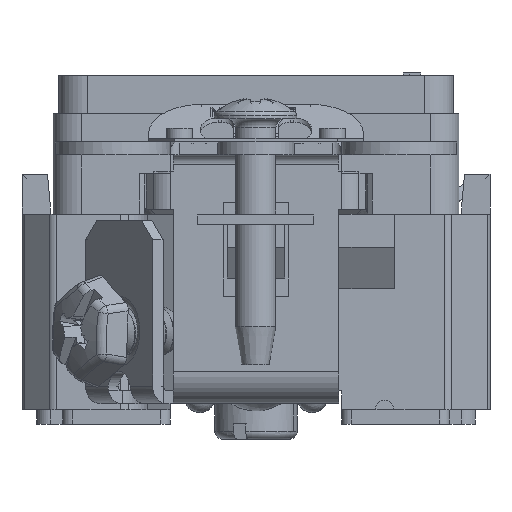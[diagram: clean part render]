
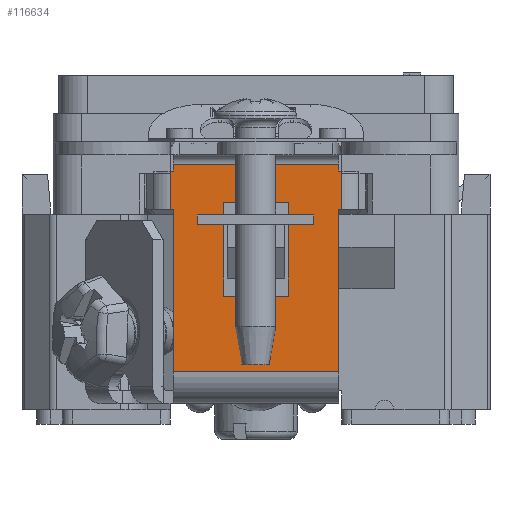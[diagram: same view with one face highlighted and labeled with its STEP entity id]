
A CAD part, front view. The second image highlights one B-rep face of the part: STEP entity #116634.
In plain terms, the highlighted planar face has unit normal (0, -1, 0).
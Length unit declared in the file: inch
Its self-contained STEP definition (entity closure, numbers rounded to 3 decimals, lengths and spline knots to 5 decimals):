
#973 = ORIENTED_EDGE ( 'NONE', *, *, #114018, .T. ) ;
#1774 = DIRECTION ( 'NONE',  ( 0., 0., -1. ) ) ;
#2541 = CARTESIAN_POINT ( 'NONE',  ( -0.105, -1.378, 0.14362 ) ) ;
#3449 = EDGE_CURVE ( 'NONE', #137408, #103994, #44470, .T. ) ;
#3758 = EDGE_CURVE ( 'NONE', #132621, #52947, #80496, .T. ) ;
#6962 = CARTESIAN_POINT ( 'NONE',  ( 0.27, -1.378, -0.1955 ) ) ;
#8304 = EDGE_CURVE ( 'NONE', #45452, #121763, #108940, .T. ) ;
#8810 = VECTOR ( 'NONE', #72639, 39.37008 ) ;
#9378 = DIRECTION ( 'NONE',  ( -1., 0., 0. ) ) ;
#10763 = VECTOR ( 'NONE', #135260, 39.37008 ) ;
#12893 = ORIENTED_EDGE ( 'NONE', *, *, #119468, .T. ) ;
#15615 = LINE ( 'NONE', #2541, #79106 ) ;
#18399 = LINE ( 'NONE', #87733, #25752 ) ;
#19114 = DIRECTION ( 'NONE',  ( -1., 0., 0. ) ) ;
#19858 = FACE_OUTER_BOUND ( 'NONE', #31144, .T. ) ;
#19918 = EDGE_CURVE ( 'NONE', #138791, #137202, #54089, .T. ) ;
#20416 = ORIENTED_EDGE ( 'NONE', *, *, #89309, .T. ) ;
#20795 = LINE ( 'NONE', #114803, #81778 ) ;
#25304 = CARTESIAN_POINT ( 'NONE',  ( -0.27986, -1.378, 0.46075 ) ) ;
#25637 = CARTESIAN_POINT ( 'NONE',  ( 0., -1.378, -0.1955 ) ) ;
#25652 = LINE ( 'NONE', #58852, #143096 ) ;
#25752 = VECTOR ( 'NONE', #88508, 39.37008 ) ;
#27073 = EDGE_CURVE ( 'NONE', #137408, #90139, #88066, .T. ) ;
#27463 = CARTESIAN_POINT ( 'NONE',  ( -0.105, -1.378, 0.052 ) ) ;
#27593 = CARTESIAN_POINT ( 'NONE',  ( -0.27, -1.378, 0.14362 ) ) ;
#27775 = DIRECTION ( 'NONE',  ( 0., 0., 1. ) ) ;
#28838 = VECTOR ( 'NONE', #142260, 39.37008 ) ;
#29433 = CARTESIAN_POINT ( 'NONE',  ( -0.105, -1.378, 0.052 ) ) ;
#30771 = EDGE_CURVE ( 'NONE', #72518, #68188, #67884, .T. ) ;
#31144 = EDGE_LOOP ( 'NONE', ( #128052, #53543, #112632, #52022, #12893, #32791, #111372, #123783, #62895, #92867, #31327, #81167 ) ) ;
#31327 = ORIENTED_EDGE ( 'NONE', *, *, #27073, .F. ) ;
#32767 = CARTESIAN_POINT ( 'NONE',  ( -0.27986, -1.378, 0.14362 ) ) ;
#32791 = ORIENTED_EDGE ( 'NONE', *, *, #8304, .F. ) ;
#33750 = VERTEX_POINT ( 'NONE', #66939 ) ;
#34932 = LINE ( 'NONE', #59604, #79592 ) ;
#44060 = VECTOR ( 'NONE', #133757, 39.37008 ) ;
#44063 = CARTESIAN_POINT ( 'NONE',  ( 0.27, -1.378, 0.46075 ) ) ;
#44470 = LINE ( 'NONE', #69155, #71942 ) ;
#44514 = EDGE_CURVE ( 'NONE', #119725, #103994, #20795, .T. ) ;
#45153 = VECTOR ( 'NONE', #138594, 39.37008 ) ;
#45452 = VERTEX_POINT ( 'NONE', #6962 ) ;
#45710 = ORIENTED_EDGE ( 'NONE', *, *, #19918, .F. ) ;
#49430 = CARTESIAN_POINT ( 'NONE',  ( 0.105, -1.378, 0.357 ) ) ;
#50165 = LINE ( 'NONE', #143037, #28838 ) ;
#50727 = CARTESIAN_POINT ( 'NONE',  ( -0.105, -1.378, 0.357 ) ) ;
#52022 = ORIENTED_EDGE ( 'NONE', *, *, #30771, .F. ) ;
#52947 = VERTEX_POINT ( 'NONE', #82612 ) ;
#53543 = ORIENTED_EDGE ( 'NONE', *, *, #54442, .F. ) ;
#54089 = LINE ( 'NONE', #29433, #44060 ) ;
#54442 = EDGE_CURVE ( 'NONE', #91496, #119725, #50165, .T. ) ;
#55861 = CARTESIAN_POINT ( 'NONE',  ( 0.34082, -1.378, 0.46075 ) ) ;
#56908 = VERTEX_POINT ( 'NONE', #49430 ) ;
#57157 = EDGE_CURVE ( 'NONE', #91496, #68188, #68957, .T. ) ;
#58852 = CARTESIAN_POINT ( 'NONE',  ( 0.27, -1.378, 0.01787 ) ) ;
#59604 = CARTESIAN_POINT ( 'NONE',  ( 0., -1.378, 0.357 ) ) ;
#61833 = CARTESIAN_POINT ( 'NONE',  ( 0.27, -1.378, 0.50833 ) ) ;
#62895 = ORIENTED_EDGE ( 'NONE', *, *, #3758, .T. ) ;
#66939 = CARTESIAN_POINT ( 'NONE',  ( 0.27, -1.378, 0.33575 ) ) ;
#67884 = LINE ( 'NONE', #137547, #95507 ) ;
#68188 = VERTEX_POINT ( 'NONE', #151368 ) ;
#68957 = LINE ( 'NONE', #32767, #138152 ) ;
#69155 = CARTESIAN_POINT ( 'NONE',  ( 0., -1.378, 0.48275 ) ) ;
#71942 = VECTOR ( 'NONE', #127162, 39.37008 ) ;
#72518 = VERTEX_POINT ( 'NONE', #132138 ) ;
#72639 = DIRECTION ( 'NONE',  ( -1., 0., 0. ) ) ;
#73502 = VECTOR ( 'NONE', #150987, 39.37008 ) ;
#77437 = VERTEX_POINT ( 'NONE', #50727 ) ;
#78367 = CARTESIAN_POINT ( 'NONE',  ( 0.27986, -1.378, 0.48275 ) ) ;
#79106 = VECTOR ( 'NONE', #27775, 39.37008 ) ;
#79592 = VECTOR ( 'NONE', #138575, 39.37008 ) ;
#80215 = EDGE_CURVE ( 'NONE', #90139, #52947, #103689, .T. ) ;
#80496 = LINE ( 'NONE', #102160, #45153 ) ;
#80648 = CARTESIAN_POINT ( 'NONE',  ( 0.105, -1.378, 0.052 ) ) ;
#81167 = ORIENTED_EDGE ( 'NONE', *, *, #3449, .T. ) ;
#81778 = VECTOR ( 'NONE', #114028, 39.37008 ) ;
#82612 = CARTESIAN_POINT ( 'NONE',  ( 0.27986, -1.378, 0.46075 ) ) ;
#84521 = LINE ( 'NONE', #144951, #106883 ) ;
#87518 = CARTESIAN_POINT ( 'NONE',  ( 0.27, -1.378, 0.48275 ) ) ;
#87733 = CARTESIAN_POINT ( 'NONE',  ( 0.34082, -1.378, 0.33575 ) ) ;
#88066 = LINE ( 'NONE', #61833, #10763 ) ;
#88491 = DIRECTION ( 'NONE',  ( 0., -1., 0. ) ) ;
#88508 = DIRECTION ( 'NONE',  ( -1., 0., 0. ) ) ;
#89228 = CARTESIAN_POINT ( 'NONE',  ( -0.27, -1.378, -0.1955 ) ) ;
#89309 = EDGE_CURVE ( 'NONE', #77437, #56908, #34932, .T. ) ;
#90139 = VERTEX_POINT ( 'NONE', #44063 ) ;
#91496 = VERTEX_POINT ( 'NONE', #25304 ) ;
#92867 = ORIENTED_EDGE ( 'NONE', *, *, #80215, .F. ) ;
#95507 = VECTOR ( 'NONE', #9378, 39.37008 ) ;
#102160 = CARTESIAN_POINT ( 'NONE',  ( 0.27986, -1.378, 0.14362 ) ) ;
#102973 = CARTESIAN_POINT ( 'NONE',  ( 0.27986, -1.378, 0.33575 ) ) ;
#103689 = LINE ( 'NONE', #55861, #73502 ) ;
#103994 = VERTEX_POINT ( 'NONE', #134844 ) ;
#106883 = VECTOR ( 'NONE', #145737, 39.37008 ) ;
#108557 = EDGE_CURVE ( 'NONE', #132621, #33750, #18399, .T. ) ;
#108940 = LINE ( 'NONE', #25637, #8810 ) ;
#110190 = LINE ( 'NONE', #27593, #151986 ) ;
#111372 = ORIENTED_EDGE ( 'NONE', *, *, #143517, .F. ) ;
#111733 = DIRECTION ( 'NONE',  ( 0., 0., -1. ) ) ;
#112632 = ORIENTED_EDGE ( 'NONE', *, *, #57157, .T. ) ;
#114018 = EDGE_CURVE ( 'NONE', #138791, #77437, #15615, .T. ) ;
#114028 = DIRECTION ( 'NONE',  ( 0., 0., 1. ) ) ;
#114803 = CARTESIAN_POINT ( 'NONE',  ( -0.27, -1.378, 0.50833 ) ) ;
#116634 = ADVANCED_FACE ( 'NONE', ( #134930, #19858 ), #124791, .T. ) ;
#119468 = EDGE_CURVE ( 'NONE', #72518, #121763, #110190, .T. ) ;
#119725 = VERTEX_POINT ( 'NONE', #120880 ) ;
#120880 = CARTESIAN_POINT ( 'NONE',  ( -0.27, -1.378, 0.46075 ) ) ;
#121763 = VERTEX_POINT ( 'NONE', #89228 ) ;
#123783 = ORIENTED_EDGE ( 'NONE', *, *, #108557, .F. ) ;
#124791 = PLANE ( 'NONE',  #133737 ) ;
#127162 = DIRECTION ( 'NONE',  ( -1., 0., 0. ) ) ;
#128052 = ORIENTED_EDGE ( 'NONE', *, *, #44514, .F. ) ;
#129174 = DIRECTION ( 'NONE',  ( 0., 0., -1. ) ) ;
#132138 = CARTESIAN_POINT ( 'NONE',  ( -0.27, -1.378, 0.33575 ) ) ;
#132444 = EDGE_CURVE ( 'NONE', #56908, #137202, #84521, .T. ) ;
#132621 = VERTEX_POINT ( 'NONE', #102973 ) ;
#133737 = AXIS2_PLACEMENT_3D ( 'NONE', #78367, #88491, #19114 ) ;
#133757 = DIRECTION ( 'NONE',  ( 1., 0., 0. ) ) ;
#134844 = CARTESIAN_POINT ( 'NONE',  ( -0.27, -1.378, 0.48275 ) ) ;
#134930 = FACE_BOUND ( 'NONE', #138375, .T. ) ;
#135260 = DIRECTION ( 'NONE',  ( 0., 0., -1. ) ) ;
#137202 = VERTEX_POINT ( 'NONE', #80648 ) ;
#137408 = VERTEX_POINT ( 'NONE', #87518 ) ;
#137547 = CARTESIAN_POINT ( 'NONE',  ( -0.34082, -1.378, 0.33575 ) ) ;
#138152 = VECTOR ( 'NONE', #1774, 39.37008 ) ;
#138375 = EDGE_LOOP ( 'NONE', ( #142949, #45710, #973, #20416 ) ) ;
#138575 = DIRECTION ( 'NONE',  ( 1., 0., 0. ) ) ;
#138594 = DIRECTION ( 'NONE',  ( 0., 0., 1. ) ) ;
#138791 = VERTEX_POINT ( 'NONE', #27463 ) ;
#142260 = DIRECTION ( 'NONE',  ( 1., 0., 0. ) ) ;
#142949 = ORIENTED_EDGE ( 'NONE', *, *, #132444, .T. ) ;
#143037 = CARTESIAN_POINT ( 'NONE',  ( -0.34082, -1.378, 0.46075 ) ) ;
#143096 = VECTOR ( 'NONE', #129174, 39.37008 ) ;
#143517 = EDGE_CURVE ( 'NONE', #33750, #45452, #25652, .T. ) ;
#144951 = CARTESIAN_POINT ( 'NONE',  ( 0.105, -1.378, 0.14362 ) ) ;
#145737 = DIRECTION ( 'NONE',  ( 0., 0., -1. ) ) ;
#150987 = DIRECTION ( 'NONE',  ( 1., 0., 0. ) ) ;
#151368 = CARTESIAN_POINT ( 'NONE',  ( -0.27986, -1.378, 0.33575 ) ) ;
#151986 = VECTOR ( 'NONE', #111733, 39.37008 ) ;
